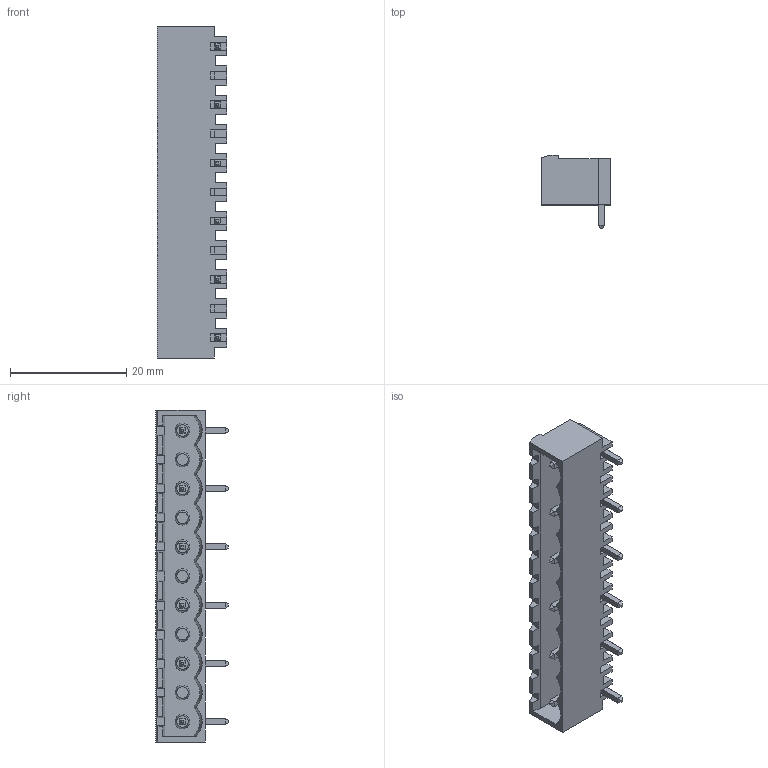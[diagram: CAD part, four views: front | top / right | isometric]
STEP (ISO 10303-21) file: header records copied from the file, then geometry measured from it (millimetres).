
FILE_DESCRIPTION( ( 'STEP AP214' ), '1' );
FILE_NAME( 'PV06-10-H-P.stp', ' ', ( ' ' ), ( ' ' ), 'PSStep 14.0', 'VISI 19.0', ' ' );
FILE_SCHEMA( ( 'AUTOMOTIVE_DESIGN { 1 0 10303 214 1 1 1 1 }' ) );
Length unit declared in the file: millimetre
Products named in the file (1): 1
Bounding box: 12 x 12.5 x 57 mm (x, y, z)
Volume: 2472 mm3; surface area: 4411.7 mm2
Topology: 1 solids, 1 shells, 361 faces, 949 edges, 613 vertices
Faces by surface type: plane 322, cone 22, cylinder 17
Entity records: 13651 total; most frequent: CARTESIAN_POINT 1957, ORIENTED_EDGE 1854, DIRECTION 1696, EDGE_CURVE 927, LINE 838, VECTOR 838, VERTEX_POINT 602, AXIS2_PLACEMENT_3D 429
